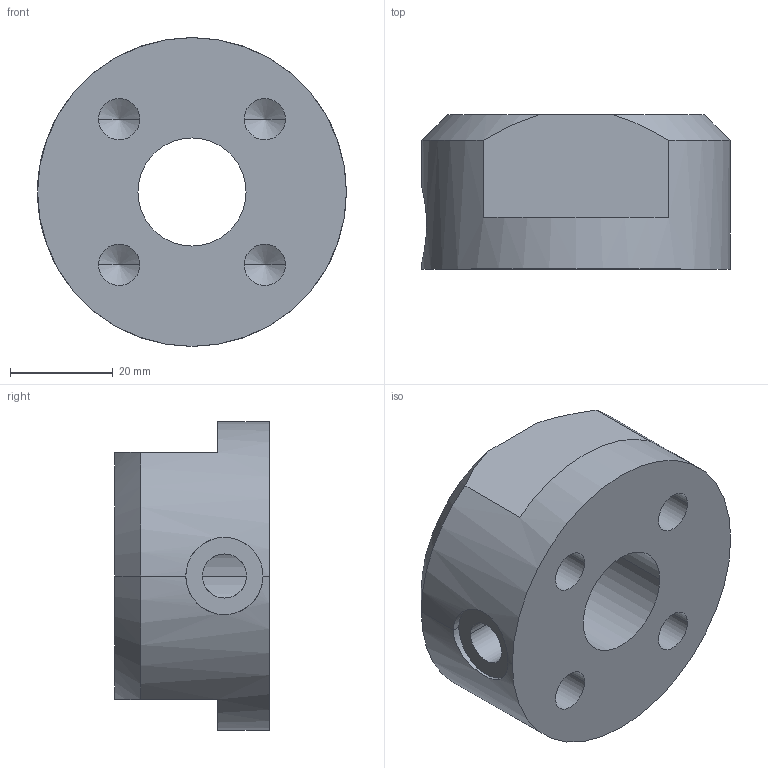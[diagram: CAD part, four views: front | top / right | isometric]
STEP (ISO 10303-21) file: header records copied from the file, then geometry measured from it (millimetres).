
FILE_DESCRIPTION(('STEP AP214'),'1');
FILE_NAME('COVAL_IF12120.stp','2017-12-28T08:29:20',('TraceParts'),('TraceParts S.A.'),'Spatial InterOp 3D',' ',' ');
FILE_SCHEMA(('automotive_design'));
Length unit declared in the file: millimetre
Products named in the file (1): COVAL_IF12120
Bounding box: 60 x 30 x 60 mm (x, y, z)
Volume: 61651.9 mm3; surface area: 14553.2 mm2
Topology: 1 solids, 1 shells, 35 faces, 88 edges, 50 vertices
Faces by surface type: cylinder 16, cone 12, plane 7
Entity records: 1467 total; most frequent: CARTESIAN_POINT 355, DIRECTION 180, ORIENTED_EDGE 160, EDGE_CURVE 80, AXIS2_PLACEMENT_3D 72, VERTEX_POINT 50, EDGE_LOOP 42, LINE 36
